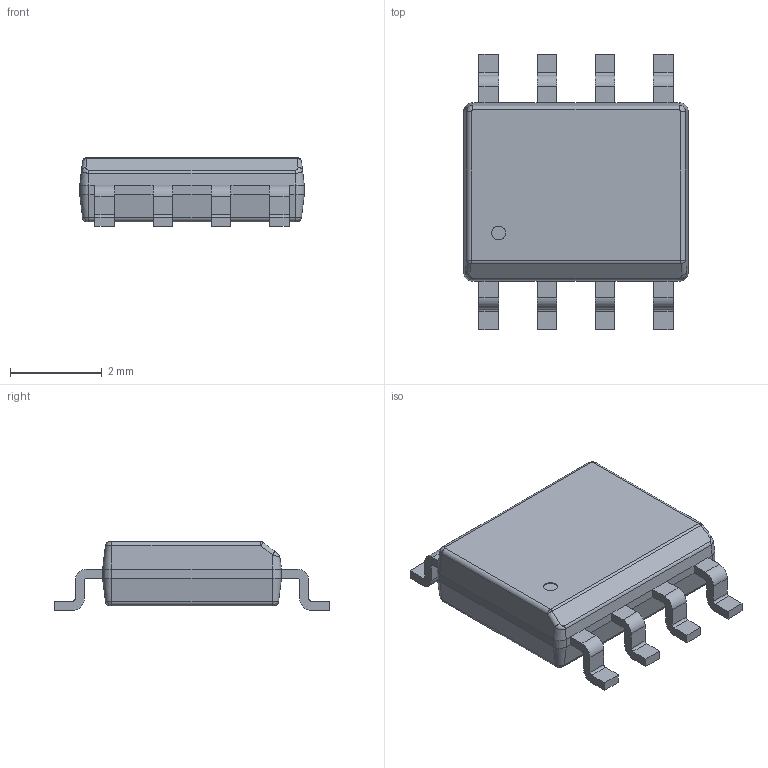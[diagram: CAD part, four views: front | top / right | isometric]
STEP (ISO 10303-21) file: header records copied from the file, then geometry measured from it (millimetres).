
FILE_DESCRIPTION(('Open CASCADE Model'),'2;1');
FILE_NAME('Open CASCADE Shape Model','2025-10-20T12:49:35',('Author'),( 'Open CASCADE'),'Open CASCADE STEP processor 7.9','Open CASCADE 7.9' ,'Unknown');
FILE_SCHEMA(('AUTOMOTIVE_DESIGN { 1 0 10303 214 1 1 1 1 }'));
Length unit declared in the file: millimetre
Products named in the file (1): SOLID
Bounding box: 4.9 x 6 x 1.5 mm (x, y, z)
Volume: 26.8 mm3; surface area: 74.5 mm2
Topology: 1 solids, 1 shells, 222 faces, 566 edges, 354 vertices
Faces by surface type: bspline 222
Entity records: 7950 total; most frequent: CARTESIAN_POINT 3421, ORIENTED_EDGE 1132, EDGE_CURVE 566, B_SPLINE_CURVE_WITH_KNOTS 454, VERTEX_POINT 354, FACE_BOUND 230, EDGE_LOOP 230, ADVANCED_FACE 222
